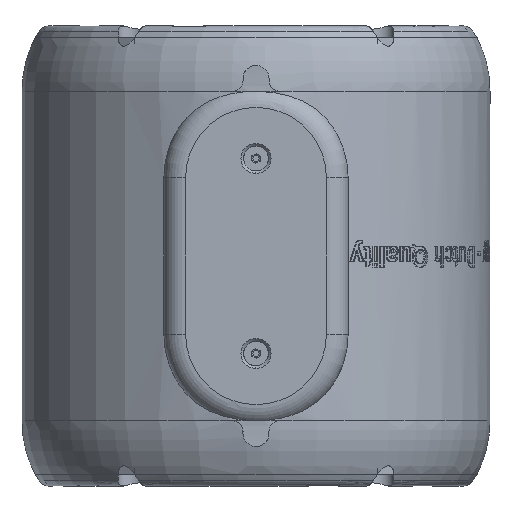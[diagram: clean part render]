
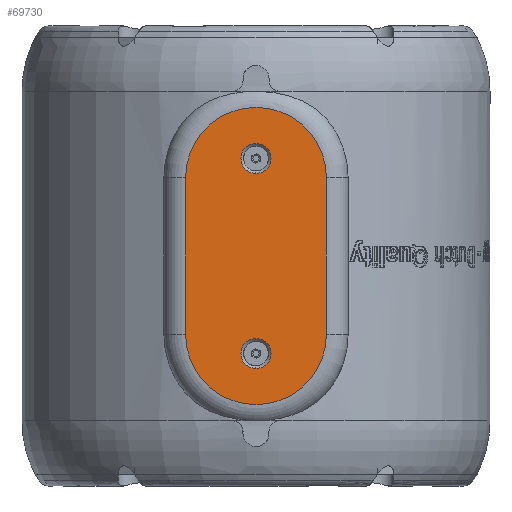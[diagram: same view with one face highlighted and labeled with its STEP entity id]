
A CAD part, front view. The second image highlights one B-rep face of the part: STEP entity #69730.
In plain terms, the highlighted planar face has unit normal (0, -1, 0).
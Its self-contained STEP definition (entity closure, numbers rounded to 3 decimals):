
#102 = ORIENTED_EDGE ( 'NONE', *, *, #7252, .T. ) ;
#139 = CIRCLE ( 'NONE', #1483, 3.47 ) ;
#1168 = DIRECTION ( 'NONE',  ( 0., 0., -1. ) ) ;
#1273 = DIRECTION ( 'NONE',  ( 0., 0., -1. ) ) ;
#1372 = DIRECTION ( 'NONE',  ( 0., 0., -1. ) ) ;
#1483 = AXIS2_PLACEMENT_3D ( 'NONE', #7792, #80184, #1273 ) ;
#2250 = DIRECTION ( 'NONE',  ( 0., -1., 0. ) ) ;
#3256 = CARTESIAN_POINT ( 'NONE',  ( 103.289, 38.042, 116.411 ) ) ;
#5650 = VECTOR ( 'NONE', #27894, 1000. ) ;
#6422 = FACE_BOUND ( 'NONE', #75629, .T. ) ;
#7252 = EDGE_CURVE ( 'NONE', #31333, #43281, #27991, .T. ) ;
#7792 = CARTESIAN_POINT ( 'NONE',  ( 87.039, 38.042, 156.956 ) ) ;
#9658 = CARTESIAN_POINT ( 'NONE',  ( 70.789, 38.042, 134.456 ) ) ;
#10696 = VERTEX_POINT ( 'NONE', #32426 ) ;
#12159 = ORIENTED_EDGE ( 'NONE', *, *, #73112, .T. ) ;
#14467 = EDGE_CURVE ( 'NONE', #10696, #39690, #42378, .T. ) ;
#16159 = ORIENTED_EDGE ( 'NONE', *, *, #58875, .F. ) ;
#19368 = CARTESIAN_POINT ( 'NONE',  ( 70.789, 38.042, 152.501 ) ) ;
#19434 = CARTESIAN_POINT ( 'NONE',  ( 70.789, 38.042, 116.411 ) ) ;
#19997 = VECTOR ( 'NONE', #67802, 1000. ) ;
#20294 = DIRECTION ( 'NONE',  ( 0., -1., 0. ) ) ;
#22232 = CARTESIAN_POINT ( 'NONE',  ( 103.289, 38.042, 134.456 ) ) ;
#25522 = DIRECTION ( 'NONE',  ( 0., -1., 0. ) ) ;
#26624 = AXIS2_PLACEMENT_3D ( 'NONE', #53669, #32863, #1168 ) ;
#27894 = DIRECTION ( 'NONE',  ( 0., 0., 1. ) ) ;
#27991 = CIRCLE ( 'NONE', #50154, 16.25 ) ;
#28137 = EDGE_CURVE ( 'NONE', #36475, #32423, #46085, .T. ) ;
#30628 = CARTESIAN_POINT ( 'NONE',  ( 87.039, 38.042, 160.426 ) ) ;
#31333 = VERTEX_POINT ( 'NONE', #51752 ) ;
#31984 = CIRCLE ( 'NONE', #56921, 16.25 ) ;
#32423 = VERTEX_POINT ( 'NONE', #30628 ) ;
#32426 = CARTESIAN_POINT ( 'NONE',  ( 87.039, 38.042, 108.486 ) ) ;
#32863 = DIRECTION ( 'NONE',  ( 0., -1., 0. ) ) ;
#33522 = CARTESIAN_POINT ( 'NONE',  ( 87.039, 38.042, 111.956 ) ) ;
#36475 = VERTEX_POINT ( 'NONE', #52518 ) ;
#36997 = DIRECTION ( 'NONE',  ( 1., 0., 0. ) ) ;
#38978 = FACE_BOUND ( 'NONE', #45086, .T. ) ;
#39690 = VERTEX_POINT ( 'NONE', #64588 ) ;
#40054 = AXIS2_PLACEMENT_3D ( 'NONE', #84879, #25522, #61879 ) ;
#40589 = CIRCLE ( 'NONE', #61347, 3.47 ) ;
#41917 = DIRECTION ( 'NONE',  ( 1., 0., 0. ) ) ;
#42378 = CIRCLE ( 'NONE', #48013, 3.47 ) ;
#43281 = VERTEX_POINT ( 'NONE', #19368 ) ;
#44155 = EDGE_CURVE ( 'NONE', #55063, #31333, #53920, .T. ) ;
#45086 = EDGE_LOOP ( 'NONE', ( #59512, #16159 ) ) ;
#46085 = CIRCLE ( 'NONE', #26624, 3.47 ) ;
#46996 = DIRECTION ( 'NONE',  ( 0., 0., -1. ) ) ;
#48013 = AXIS2_PLACEMENT_3D ( 'NONE', #33522, #72562, #46996 ) ;
#48223 = CARTESIAN_POINT ( 'NONE',  ( 87.039, 38.042, 111.956 ) ) ;
#48308 = LINE ( 'NONE', #9658, #19997 ) ;
#48736 = CARTESIAN_POINT ( 'NONE',  ( 87.039, 38.042, 152.501 ) ) ;
#48982 = VERTEX_POINT ( 'NONE', #19434 ) ;
#49365 = EDGE_CURVE ( 'NONE', #43281, #48982, #48308, .T. ) ;
#50154 = AXIS2_PLACEMENT_3D ( 'NONE', #48736, #83335, #36997 ) ;
#51752 = CARTESIAN_POINT ( 'NONE',  ( 103.289, 38.042, 152.501 ) ) ;
#51928 = EDGE_LOOP ( 'NONE', ( #59195, #12159, #69145, #102 ) ) ;
#52518 = CARTESIAN_POINT ( 'NONE',  ( 87.039, 38.042, 153.486 ) ) ;
#53669 = CARTESIAN_POINT ( 'NONE',  ( 87.039, 38.042, 156.956 ) ) ;
#53920 = LINE ( 'NONE', #22232, #5650 ) ;
#55063 = VERTEX_POINT ( 'NONE', #3256 ) ;
#56921 = AXIS2_PLACEMENT_3D ( 'NONE', #74807, #20294, #41917 ) ;
#58057 = PLANE ( 'NONE',  #40054 ) ;
#58875 = EDGE_CURVE ( 'NONE', #32423, #36475, #139, .T. ) ;
#58921 = FACE_OUTER_BOUND ( 'NONE', #51928, .T. ) ;
#59195 = ORIENTED_EDGE ( 'NONE', *, *, #49365, .T. ) ;
#59512 = ORIENTED_EDGE ( 'NONE', *, *, #28137, .F. ) ;
#61347 = AXIS2_PLACEMENT_3D ( 'NONE', #48223, #2250, #1372 ) ;
#61879 = DIRECTION ( 'NONE',  ( 1., 0., 0. ) ) ;
#63763 = EDGE_CURVE ( 'NONE', #39690, #10696, #40589, .T. ) ;
#64588 = CARTESIAN_POINT ( 'NONE',  ( 87.039, 38.042, 115.426 ) ) ;
#67802 = DIRECTION ( 'NONE',  ( 0., 0., -1. ) ) ;
#67839 = ORIENTED_EDGE ( 'NONE', *, *, #14467, .F. ) ;
#69145 = ORIENTED_EDGE ( 'NONE', *, *, #44155, .T. ) ;
#69730 = ADVANCED_FACE ( 'NONE', ( #6422, #38978, #58921 ), #58057, .T. ) ;
#72562 = DIRECTION ( 'NONE',  ( 0., -1., 0. ) ) ;
#73112 = EDGE_CURVE ( 'NONE', #48982, #55063, #31984, .T. ) ;
#74807 = CARTESIAN_POINT ( 'NONE',  ( 87.039, 38.042, 116.411 ) ) ;
#75629 = EDGE_LOOP ( 'NONE', ( #67839, #83991 ) ) ;
#80184 = DIRECTION ( 'NONE',  ( 0., -1., 0. ) ) ;
#83335 = DIRECTION ( 'NONE',  ( 0., -1., 0. ) ) ;
#83991 = ORIENTED_EDGE ( 'NONE', *, *, #63763, .F. ) ;
#84879 = CARTESIAN_POINT ( 'NONE',  ( 87.039, 38.042, 134.456 ) ) ;
